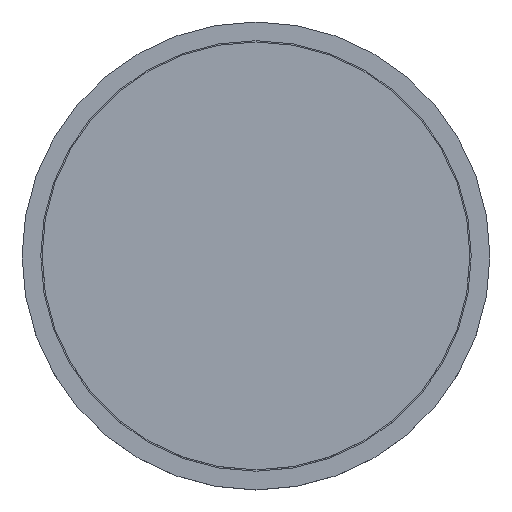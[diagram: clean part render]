
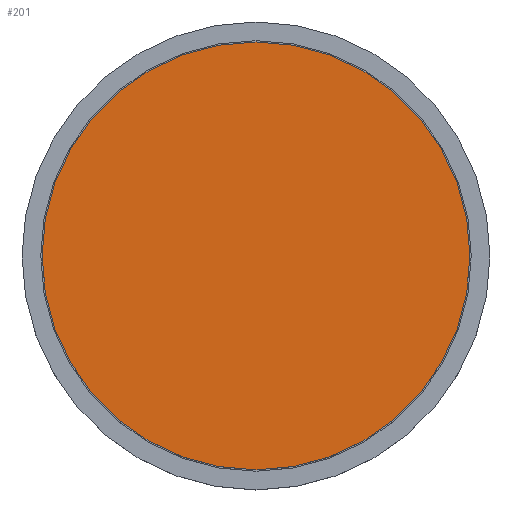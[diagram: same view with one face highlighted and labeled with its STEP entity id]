
A CAD part, top view. The second image highlights one B-rep face of the part: STEP entity #201.
In plain terms, the highlighted planar face has unit normal (0, 0, 1).
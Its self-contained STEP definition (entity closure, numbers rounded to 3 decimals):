
#7 = AXIS2_PLACEMENT_3D ( 'NONE', #105, #80, #264 ) ;
#10 = FACE_OUTER_BOUND ( 'NONE', #285, .T. ) ;
#14 = CARTESIAN_POINT ( 'NONE',  ( 0., 0., 6. ) ) ;
#60 = CARTESIAN_POINT ( 'NONE',  ( -16., 0., 6. ) ) ;
#77 = PLANE ( 'NONE',  #164 ) ;
#80 = DIRECTION ( 'NONE',  ( 0., 0., 1. ) ) ;
#100 = CARTESIAN_POINT ( 'NONE',  ( 0., 0., 6. ) ) ;
#105 = CARTESIAN_POINT ( 'NONE',  ( 0., 0., 6. ) ) ;
#145 = CIRCLE ( 'NONE', #185, 16. ) ;
#155 = EDGE_CURVE ( 'NONE', #291, #271, #249, .T. ) ;
#164 = AXIS2_PLACEMENT_3D ( 'NONE', #100, #209, #286 ) ;
#178 = ORIENTED_EDGE ( 'NONE', *, *, #188, .T. ) ;
#182 = DIRECTION ( 'NONE',  ( 0., 0., 1. ) ) ;
#185 = AXIS2_PLACEMENT_3D ( 'NONE', #14, #182, #263 ) ;
#188 = EDGE_CURVE ( 'NONE', #271, #291, #145, .T. ) ;
#201 = ADVANCED_FACE ( 'NONE', ( #10 ), #77, .T. ) ;
#209 = DIRECTION ( 'NONE',  ( 0., 0., 1. ) ) ;
#249 = CIRCLE ( 'NONE', #7, 16. ) ;
#263 = DIRECTION ( 'NONE',  ( 1., 0., 0. ) ) ;
#264 = DIRECTION ( 'NONE',  ( 1., 0., 0. ) ) ;
#271 = VERTEX_POINT ( 'NONE', #287 ) ;
#274 = ORIENTED_EDGE ( 'NONE', *, *, #155, .T. ) ;
#285 = EDGE_LOOP ( 'NONE', ( #274, #178 ) ) ;
#286 = DIRECTION ( 'NONE',  ( 1., 0., 0. ) ) ;
#287 = CARTESIAN_POINT ( 'NONE',  ( 16., 0., 6. ) ) ;
#291 = VERTEX_POINT ( 'NONE', #60 ) ;
